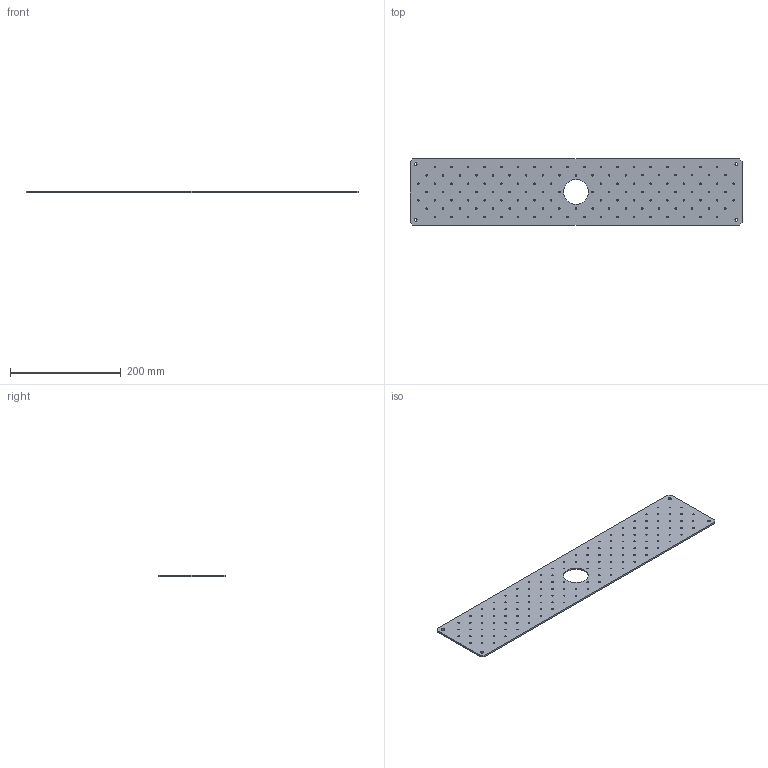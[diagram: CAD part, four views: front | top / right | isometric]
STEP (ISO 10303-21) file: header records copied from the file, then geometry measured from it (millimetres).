
FILE_DESCRIPTION(('FreeCAD Model'),'2;1');
FILE_NAME('pnp_mounting_plate.step','2020-12-16T16:00:44',( 'Author'),(''),'Open CASCADE STEP processor 7.3','FreeCAD','Unknown' );
FILE_SCHEMA(('AUTOMOTIVE_DESIGN { 1 0 10303 214 1 1 1 1 }'));
Length unit declared in the file: millimetre
Products named in the file (1): Body
Bounding box: 600 x 120 x 3 mm (x, y, z)
Volume: 208754.8 mm3; surface area: 147222.8 mm2
Topology: 1 solids, 1 shells, 143 faces, 423 edges, 282 vertices
Faces by surface type: cylinder 133, plane 10
Full cylindrical faces by diameter (mm): 2.6 x128, 5.5 x4, 45 x1
Entity records: 10995 total; most frequent: DIRECTION 1823, CARTESIAN_POINT 1695, ORIENTED_EDGE 846, PCURVE 846, DEFINITIONAL_REPRESENTATION 846, LINE 737, VECTOR 737, CIRCLE 532
